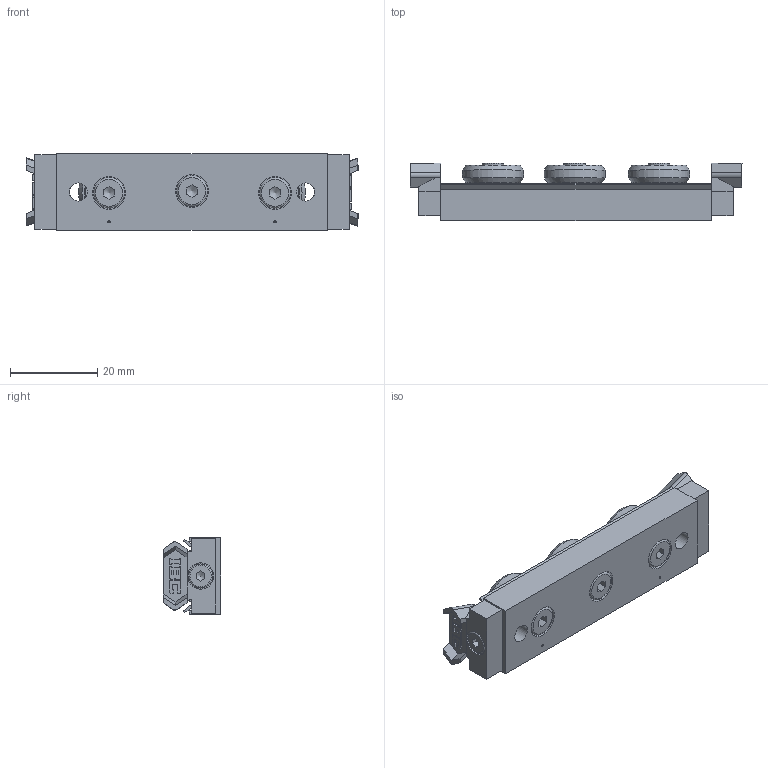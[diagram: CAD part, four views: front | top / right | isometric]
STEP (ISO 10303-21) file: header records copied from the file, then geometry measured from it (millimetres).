
FILE_DESCRIPTION((''),'2;1');
FILE_NAME('CN 18-21-2RS.AXS.stp','2019-03-06T15:37:05',('USpaeth'),(''),'Autodesk Inventor 2012','Autodesk Inventor 2012','');
FILE_SCHEMA(('AUTOMOTIVE_DESIGN { 1 0 10303 214 1 1 1 1 }'));
Length unit declared in the file: millimetre
Products named in the file (18): CN 18-21-2RS.AXS; LL.CN 18-21; CBRS 14-18.2RS; 18 Lager; AR--CBRY 14-18; IR--CBRY 14-18; Käfig J--CBRY 14-18; K_2,000_K; DI.625.RS; GU.625.RS; ST.625.RS; SRS 5-18; CBRE 14-18.2RS; SRE 5-18; ABS X18; DIN 7984 M3 x 5; DIN 7984 M4 x 8; Abstreiferlippe-62mm
Assembly tree (33 placements, depth 5):
  CN 18-21-2RS.AXS
    LL.CN 18-21
    CBRS 14-18.2RS  x2
      18 Lager
        AR--CBRY 14-18
        IR--CBRY 14-18
        Käfig J--CBRY 14-18  x2
        K_2,000_K  x8
        DI.625.RS  x2
          GU.625.RS
          ST.625.RS
      SRS 5-18
    CBRE 14-18.2RS
      18 Lager
        AR--CBRY 14-18
        IR--CBRY 14-18
        Käfig J--CBRY 14-18  x2
        K_2,000_K  x8
        DI.625.RS  x2
          GU.625.RS
          ST.625.RS
      SRE 5-18
    ABS X18  x2
    DIN 7984 M3 x 5  x2
    DIN 7984 M4 x 8  x3
    Abstreiferlippe-62mm  x2
Bounding box: 76 x 13.25 x 17.6 mm (x, y, z)
Volume: 10298.7 mm3; surface area: 15889 mm2
Topology: 61 solids, 61 shells, 1160 faces, 2942 edges, 1920 vertices
Faces by surface type: plane 453, torus 250, cylinder 235, sphere 120, cone 93, bspline 9
Full cylindrical faces by diameter (mm): 0.5 x50, 2 x2, 2.459 x2, 3 x2, 3.242 x3, 3.5 x2, 4 x3, 4.134 x2, 4.5 x3, 4.98 x3, 5 x3, 5.5 x2, 6 x8, 7 x3, 7.35 x6, 7.5 x9, 8 x6, 8.457 x12, 9.2 x6, 9.8 x6, 10.2 x6, 10.3 x6, 10.5 x12, 11.2 x6, 11.5 x6, 11.8 x6
Entity records: 11979 total; most frequent: CARTESIAN_POINT 3195, DIRECTION 1761, ORIENTED_EDGE 1542, EDGE_CURVE 771, AXIS2_PLACEMENT_3D 714, VERTEX_POINT 563, EDGE_LOOP 534, FACE_OUTER_BOUND 362
